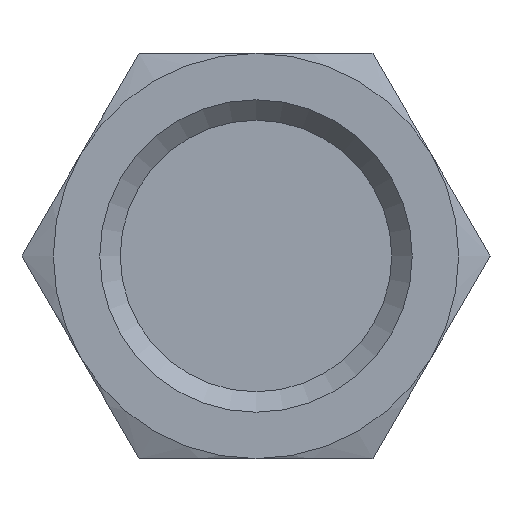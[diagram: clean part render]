
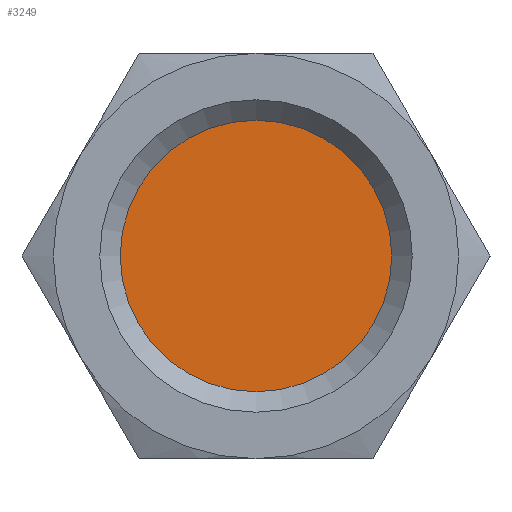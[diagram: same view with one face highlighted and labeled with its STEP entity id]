
A CAD part, left-side view. The second image highlights one B-rep face of the part: STEP entity #3249.
In plain terms, the highlighted free-form (B-spline) face has degree [1, 1] with [2, 2] control points.
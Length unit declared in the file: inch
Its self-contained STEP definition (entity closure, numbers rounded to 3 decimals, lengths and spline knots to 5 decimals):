
#3163=CARTESIAN_POINT('',(1.0,-0.4605,0.));
#3164=VERTEX_POINT('',#3163);
#3165=CARTESIAN_POINT('',(1.0,0.,0.));
#3166=DIRECTION('',(-1.0,0.0,0.0));
#3167=DIRECTION('',(0.0,-1.0,0.0));
#3168=AXIS2_PLACEMENT_3D('',#3165,#3166,#3167);
#3169=CIRCLE('',#3168,0.4605);
#3170=EDGE_CURVE('',#3164,#3164,#3169,.T.);
#3241=CARTESIAN_POINT('',(1.0,0.4605,0.4605));
#3242=CARTESIAN_POINT('',(1.0,-0.4605,0.4605));
#3243=CARTESIAN_POINT('',(1.0,0.4605,-0.4605));
#3244=CARTESIAN_POINT('',(1.0,-0.4605,-0.4605));
#3245=B_SPLINE_SURFACE_WITH_KNOTS('',1,1,((#3241,#3243),(#3242,#3244)),.UNSPECIFIED.,.F.,.F.,.U.,(2,2),(2,2),(0.0,0.921),(0.0,0.921),.UNSPECIFIED.);
#3246=ORIENTED_EDGE('',*,*,#3170,.T.);
#3247=EDGE_LOOP('',(#3246));
#3248=FACE_OUTER_BOUND('',#3247,.T.);
#3249=ADVANCED_FACE('',(#3248),#3245,.F.);
